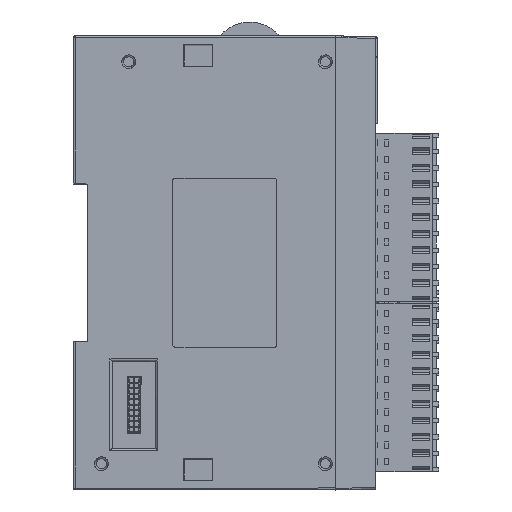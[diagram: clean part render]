
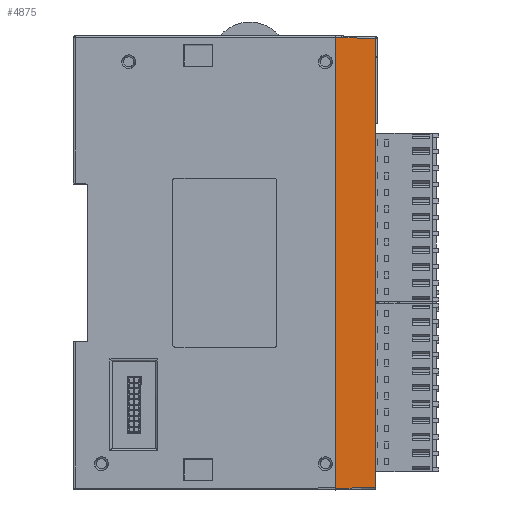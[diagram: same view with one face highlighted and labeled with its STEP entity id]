
A CAD part, left-side view. The second image highlights one B-rep face of the part: STEP entity #4875.
In plain terms, the highlighted planar face has unit normal (-1, -0.018, 0).
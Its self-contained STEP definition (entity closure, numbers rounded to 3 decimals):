
#4875=ADVANCED_FACE('',(#9624),#149490,.T.);
#9624=FACE_OUTER_BOUND('',#14632,.T.);
#14632=EDGE_LOOP('',(#30819,#30820,#30821,#30822,#30823,#30824));
#30819=ORIENTED_EDGE('',*,*,#67423,.T.);
#30820=ORIENTED_EDGE('',*,*,#67334,.T.);
#30821=ORIENTED_EDGE('',*,*,#67420,.T.);
#30822=ORIENTED_EDGE('',*,*,#67335,.T.);
#30823=ORIENTED_EDGE('',*,*,#67336,.T.);
#30824=ORIENTED_EDGE('',*,*,#67337,.T.);
#67334=EDGE_CURVE('',#125510,#125511,#97596,.T.);
#67335=EDGE_CURVE('',#125512,#125513,#97597,.T.);
#67336=EDGE_CURVE('',#125513,#125514,#97598,.T.);
#67337=EDGE_CURVE('',#125514,#125509,#97599,.T.);
#67420=EDGE_CURVE('',#125511,#125512,#97666,.T.);
#67423=EDGE_CURVE('',#125509,#125510,#97669,.T.);
#97596=B_SPLINE_CURVE_WITH_KNOTS('',1,(#191794,#191795),.UNSPECIFIED.,.F.,
 .F.,(2,2),(0.,104.263),.UNSPECIFIED.);
#97597=B_SPLINE_CURVE_WITH_KNOTS('',1,(#191796,#191797),.UNSPECIFIED.,.F.,
 .F.,(2,2),(0.,99.709),.UNSPECIFIED.);
#97598=B_SPLINE_CURVE_WITH_KNOTS('',1,(#191798,#191799),.UNSPECIFIED.,.F.,
 .F.,(2,2),(0.,0.009),.UNSPECIFIED.);
#97599=B_SPLINE_CURVE_WITH_KNOTS('',1,(#191800,#191801),.UNSPECIFIED.,.F.,
 .F.,(2,2),(0.,4.234),.UNSPECIFIED.);
#97666=B_SPLINE_CURVE_WITH_KNOTS('',3,(#192059,#192060,#192061,#192062),
 .UNSPECIFIED.,.F.,.F.,(4,4),(-9.203,0.),.UNSPECIFIED.);
#97669=B_SPLINE_CURVE_WITH_KNOTS('',3,(#192071,#192072,#192073,#192074),
 .UNSPECIFIED.,.F.,.F.,(4,4),(-9.207,0.),.UNSPECIFIED.);
#125509=VERTEX_POINT('',#172711);
#125510=VERTEX_POINT('',#172712);
#125511=VERTEX_POINT('',#172713);
#125512=VERTEX_POINT('',#172714);
#125513=VERTEX_POINT('',#172715);
#125514=VERTEX_POINT('',#172716);
#149490=PLANE('',#154049);
#154049=AXIS2_PLACEMENT_3D('',#163396,#158650,$);
#158650=DIRECTION('',(-1.,-0.017,0.));
#163396=CARTESIAN_POINT('',(-53.322,-115.853,-74.199));
#172711=CARTESIAN_POINT('',(-53.145,-125.99,40.343));
#172712=CARTESIAN_POINT('',(-53.306,-116.786,40.503));
#172713=CARTESIAN_POINT('',(-53.306,-116.786,-63.76));
#172714=CARTESIAN_POINT('',(-53.145,-125.986,-63.6));
#172715=CARTESIAN_POINT('',(-53.145,-125.986,36.109));
#172716=CARTESIAN_POINT('',(-53.145,-125.995,36.109));
#191794=CARTESIAN_POINT('',(-53.306,-116.786,40.503));
#191795=CARTESIAN_POINT('',(-53.306,-116.786,-63.76));
#191796=CARTESIAN_POINT('',(-53.145,-125.986,-63.6));
#191797=CARTESIAN_POINT('',(-53.145,-125.986,36.109));
#191798=CARTESIAN_POINT('',(-53.145,-125.986,36.109));
#191799=CARTESIAN_POINT('',(-53.145,-125.995,36.109));
#191800=CARTESIAN_POINT('',(-53.145,-125.995,36.109));
#191801=CARTESIAN_POINT('',(-53.145,-125.99,40.343));
#192059=CARTESIAN_POINT('',(-53.306,-116.786,-63.76));
#192060=CARTESIAN_POINT('',(-53.252,-119.852,-63.707));
#192061=CARTESIAN_POINT('',(-53.198,-122.919,-63.653));
#192062=CARTESIAN_POINT('',(-53.145,-125.986,-63.6));
#192071=CARTESIAN_POINT('',(-53.145,-125.99,40.343));
#192072=CARTESIAN_POINT('',(-53.198,-122.919,40.396));
#192073=CARTESIAN_POINT('',(-53.252,-119.852,40.449));
#192074=CARTESIAN_POINT('',(-53.306,-116.786,40.503));
